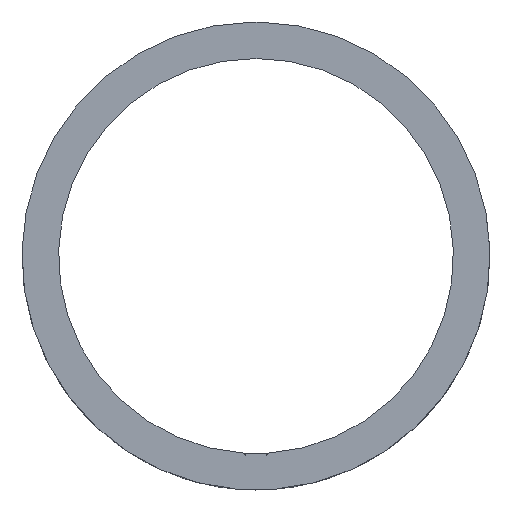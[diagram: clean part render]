
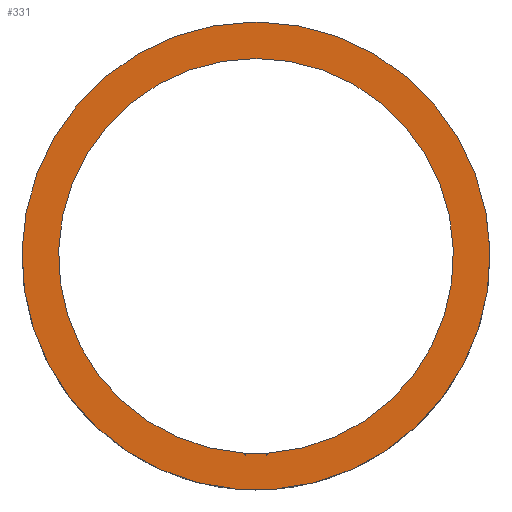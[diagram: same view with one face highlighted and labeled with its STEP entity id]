
A CAD part, front view. The second image highlights one B-rep face of the part: STEP entity #331.
In plain terms, the highlighted planar face has unit normal (0, -1, 0).
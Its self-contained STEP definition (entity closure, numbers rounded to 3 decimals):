
#15=FACE_BOUND('',#79,.T.);
#16=ELLIPSE('',#353,0.301,0.3);
#18=ELLIPSE('',#355,0.301,0.3);
#24=CIRCLE('',#338,24.247);
#26=CIRCLE('',#341,24.247);
#36=CIRCLE('',#362,20.462);
#37=CIRCLE('',#364,24.25);
#38=CIRCLE('',#367,20.462);
#61=FACE_OUTER_BOUND('',#78,.T.);
#78=EDGE_LOOP('',(#295,#296,#297,#298,#299,#300));
#79=EDGE_LOOP('',(#301,#302,#303,#304,#305,#306));
#86=LINE('',#470,#109);
#90=LINE('',#488,#113);
#93=LINE('',#533,#116);
#97=LINE('',#542,#120);
#107=LINE('',#589,#130);
#109=VECTOR('',#374,10.);
#113=VECTOR('',#380,10.);
#116=VECTOR('',#411,10.);
#120=VECTOR('',#417,10.);
#130=VECTOR('',#457,10.);
#131=VERTEX_POINT('',#466);
#133=VERTEX_POINT('',#469);
#136=VERTEX_POINT('',#479);
#138=VERTEX_POINT('',#486);
#140=VERTEX_POINT('',#492);
#142=VERTEX_POINT('',#498);
#151=VERTEX_POINT('',#539);
#152=VERTEX_POINT('',#541);
#155=VERTEX_POINT('',#556);
#156=VERTEX_POINT('',#557);
#159=VERTEX_POINT('',#570);
#162=VERTEX_POINT('',#587);
#164=EDGE_CURVE('',#133,#131,#86,.T.);
#170=EDGE_CURVE('',#136,#138,#90,.T.);
#173=EDGE_CURVE('',#138,#140,#24,.T.);
#175=EDGE_CURVE('',#142,#133,#26,.T.);
#186=EDGE_CURVE('',#140,#142,#93,.T.);
#190=EDGE_CURVE('',#152,#151,#97,.T.);
#195=EDGE_CURVE('',#155,#156,#16,.T.);
#199=EDGE_CURVE('',#151,#159,#18,.T.);
#206=EDGE_CURVE('',#155,#159,#36,.T.);
#207=EDGE_CURVE('',#131,#136,#37,.T.);
#209=EDGE_CURVE('',#156,#162,#107,.T.);
#210=EDGE_CURVE('',#152,#162,#38,.T.);
#295=ORIENTED_EDGE('',*,*,#164,.T.);
#296=ORIENTED_EDGE('',*,*,#207,.T.);
#297=ORIENTED_EDGE('',*,*,#170,.T.);
#298=ORIENTED_EDGE('',*,*,#173,.T.);
#299=ORIENTED_EDGE('',*,*,#186,.T.);
#300=ORIENTED_EDGE('',*,*,#175,.T.);
#301=ORIENTED_EDGE('',*,*,#206,.F.);
#302=ORIENTED_EDGE('',*,*,#195,.T.);
#303=ORIENTED_EDGE('',*,*,#209,.T.);
#304=ORIENTED_EDGE('',*,*,#210,.F.);
#305=ORIENTED_EDGE('',*,*,#190,.T.);
#306=ORIENTED_EDGE('',*,*,#199,.T.);
#314=PLANE('',#368);
#331=ADVANCED_FACE('',(#61,#15),#314,.T.);
#338=AXIS2_PLACEMENT_3D('',#494,#386,#387);
#341=AXIS2_PLACEMENT_3D('',#499,#392,#393);
#353=AXIS2_PLACEMENT_3D('',#558,#425,#426);
#355=AXIS2_PLACEMENT_3D('',#571,#431,#432);
#362=AXIS2_PLACEMENT_3D('',#583,#448,#449);
#364=AXIS2_PLACEMENT_3D('',#585,#452,#453);
#367=AXIS2_PLACEMENT_3D('',#591,#460,#461);
#368=AXIS2_PLACEMENT_3D('',#592,#462,#463);
#374=DIRECTION('',(-1.,0.,0.));
#380=DIRECTION('',(-1.,0.,0.));
#386=DIRECTION('center_axis',(0.,-1.,0.));
#387=DIRECTION('ref_axis',(0.,0.,1.));
#392=DIRECTION('center_axis',(0.,-1.,0.));
#393=DIRECTION('ref_axis',(0.,0.,1.));
#411=DIRECTION('',(-1.,0.,0.));
#417=DIRECTION('',(0.,0.,-1.));
#425=DIRECTION('center_axis',(0.,-1.,0.));
#426=DIRECTION('ref_axis',(-0.198,0.,0.98));
#431=DIRECTION('center_axis',(0.,-1.,0.));
#432=DIRECTION('ref_axis',(0.198,0.,0.98));
#448=DIRECTION('center_axis',(0.,-1.,0.));
#449=DIRECTION('ref_axis',(1.,0.,0.));
#452=DIRECTION('center_axis',(0.,-1.,0.));
#453=DIRECTION('ref_axis',(1.,0.,0.));
#457=DIRECTION('',(0.,0.,1.));
#460=DIRECTION('center_axis',(0.,-1.,0.));
#461=DIRECTION('ref_axis',(1.,0.,0.));
#462=DIRECTION('center_axis',(0.,-1.,0.));
#463=DIRECTION('ref_axis',(1.,0.,0.));
#466=CARTESIAN_POINT('',(-23.824,-4.,4.528));
#469=CARTESIAN_POINT('',(-23.82,-4.,4.528));
#470=CARTESIAN_POINT('',(-15.557,-4.,4.528));
#479=CARTESIAN_POINT('',(23.825,-4.,4.52));
#486=CARTESIAN_POINT('',(23.822,-4.,4.52));
#488=CARTESIAN_POINT('',(11.911,-4.,4.52));
#492=CARTESIAN_POINT('',(0.316,-4.,24.245));
#494=CARTESIAN_POINT('Origin',(0.,-4.,0.));
#498=CARTESIAN_POINT('',(-0.316,-4.,24.245));
#499=CARTESIAN_POINT('Origin',(0.,-4.,0.));
#533=CARTESIAN_POINT('',(-0.158,-4.,24.245));
#539=CARTESIAN_POINT('',(-1.1,-4.,-20.716));
#541=CARTESIAN_POINT('',(-1.1,-4.,-20.433));
#542=CARTESIAN_POINT('',(-1.1,-4.,-23.098));
#556=CARTESIAN_POINT('',(1.379,-4.,-20.416));
#557=CARTESIAN_POINT('',(1.1,-4.,-20.716));
#558=CARTESIAN_POINT('Origin',(1.4,-4.,-20.716));
#570=CARTESIAN_POINT('',(-1.379,-4.,-20.416));
#571=CARTESIAN_POINT('Origin',(-1.4,-4.,-20.716));
#583=CARTESIAN_POINT('Origin',(0.,-4.,0.));
#585=CARTESIAN_POINT('Origin',(0.,-4.,0.));
#587=CARTESIAN_POINT('',(1.1,-4.,-20.433));
#589=CARTESIAN_POINT('',(1.1,-4.,-23.098));
#591=CARTESIAN_POINT('Origin',(0.,-4.,0.));
#592=CARTESIAN_POINT('Origin',(0.,-4.,0.));
